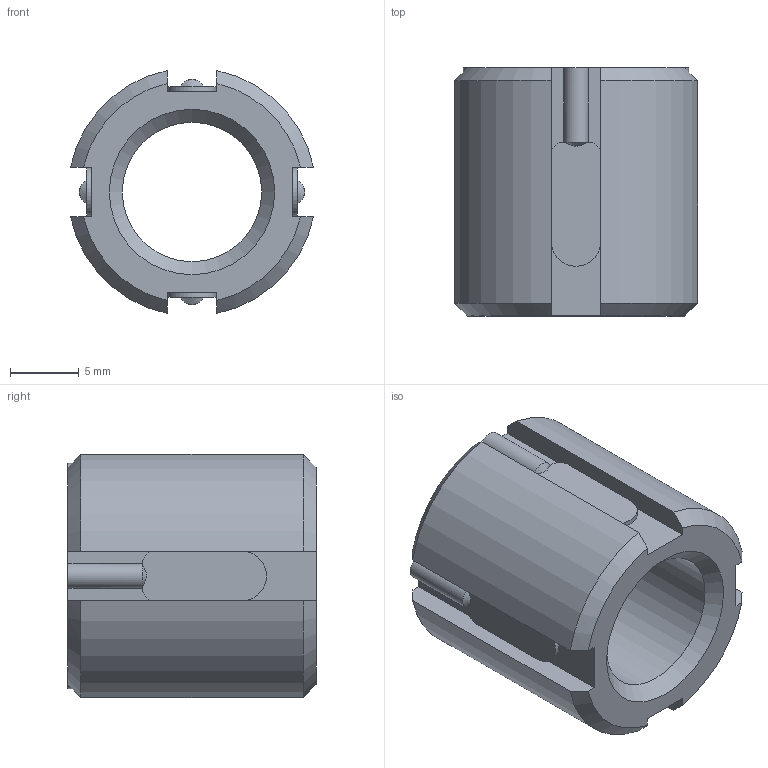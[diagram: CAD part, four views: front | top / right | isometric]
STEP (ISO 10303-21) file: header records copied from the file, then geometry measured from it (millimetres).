
FILE_DESCRIPTION( ( 'STEP AP214' ), '1' );
FILE_NAME( 'K0399.112.stp', '2020-12-07T12:03:26', ( '' ), ( '' ), ' ', 'PARTsolutions', ' ' );
FILE_SCHEMA( ( 'AUTOMOTIVE_DESIGN { 1 0 10303 214 1 1 1 1 }' ) );
Length unit declared in the file: millimetre
Products named in the file (1): _K0399.112
Bounding box: 17.64 x 18 x 17.64 mm (x, y, z)
Volume: 2712 mm3; surface area: 2288.1 mm2
Topology: 1 solids, 1 shells, 69 faces, 231 edges, 152 vertices
Faces by surface type: plane 30, cylinder 21, cone 18
Full cylindrical faces by diameter (mm): 10.106 x1
Entity records: 3286 total; most frequent: CARTESIAN_POINT 686, ORIENTED_EDGE 448, DIRECTION 408, EDGE_CURVE 224, VERTEX_POINT 152, AXIS2_PLACEMENT_3D 138, LINE 132, VECTOR 132
